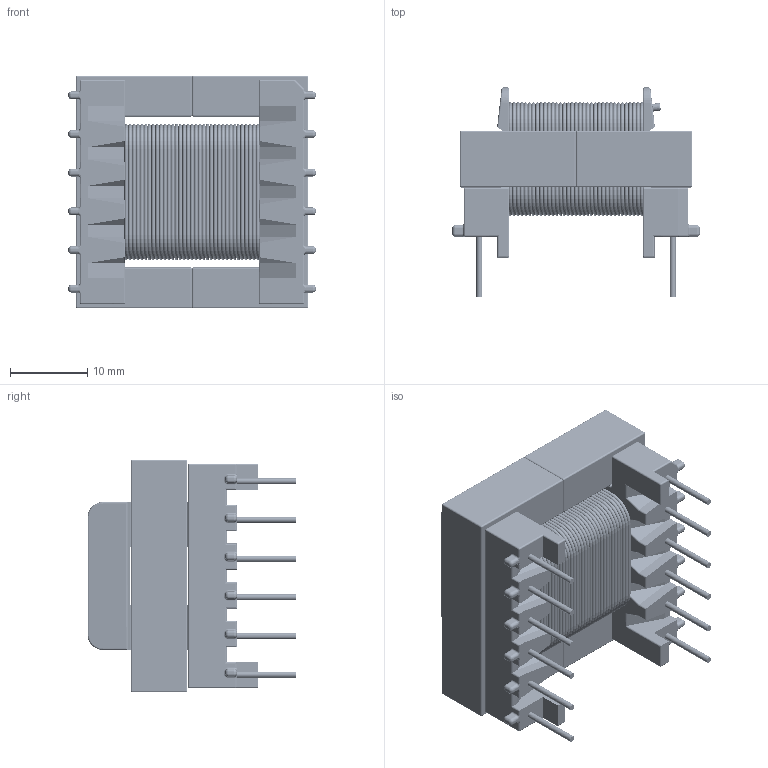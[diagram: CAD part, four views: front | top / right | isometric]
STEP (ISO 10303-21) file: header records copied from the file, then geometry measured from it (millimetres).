
FILE_DESCRIPTION (( 'STEP AP214' ), '1' );
FILE_NAME ('E30-K-H-12P-SS_z³o¿enie.STEP', '2018-05-20T18:31:37', ( '' ), ( '' ), 'SwSTEP 2.0', 'SolidWorks 2017', '' );
FILE_SCHEMA (( 'AUTOMOTIVE_DESIGN' ));
Length unit declared in the file: millimetre
Products named in the file (4): E30-15-7; Uzwojenie; E30-K-H-12P-SS_z這瞠nie; E30-K-H-12P-SS
Assembly tree (39 placements, depth 2):
  E30-K-H-12P-SS_z這瞠nie
    E30-K-H-12P-SS
    E30-15-7  x2
    Uzwojenie  x36
Bounding box: 32 x 27 x 30.1 mm (x, y, z)
Volume: 9477.8 mm3; surface area: 20118.3 mm2
Topology: 39 solids, 39 shells, 3737 faces, 7777 edges, 3937 vertices
Faces by surface type: cylinder 2022, torus 1377, plane 212, sphere 98, bspline 28
Full cylindrical faces by diameter (mm): 0.8 x12, 1 x1
Entity records: 24592 total; most frequent: CARTESIAN_POINT 5320, DIRECTION 3943, ORIENTED_EDGE 3638, EDGE_CURVE 1819, AXIS2_PLACEMENT_3D 1519, VERTEX_POINT 1022, LINE 905, VECTOR 905
